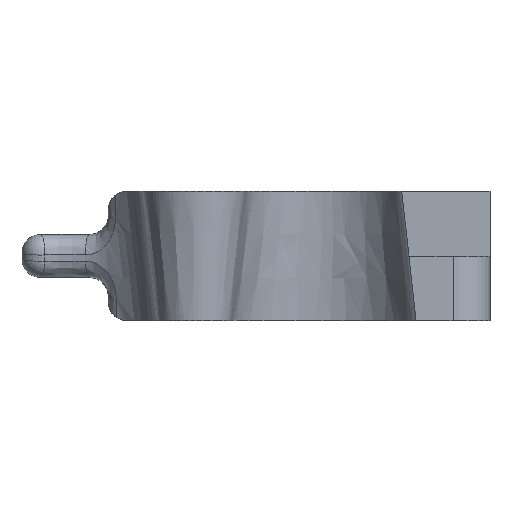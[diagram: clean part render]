
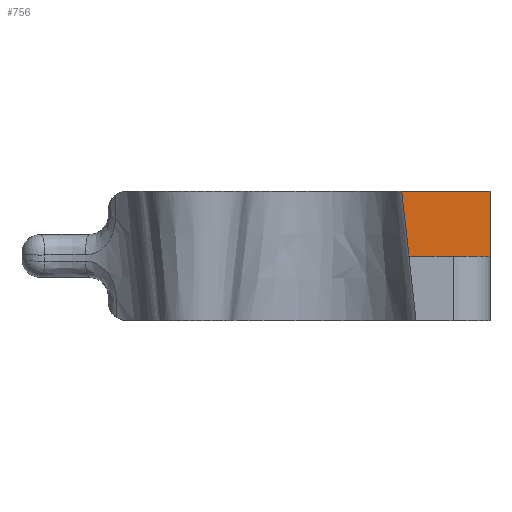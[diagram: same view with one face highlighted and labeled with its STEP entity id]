
A CAD part, front view. The second image highlights one B-rep face of the part: STEP entity #756.
In plain terms, the highlighted planar face has unit normal (0, -1, 0).
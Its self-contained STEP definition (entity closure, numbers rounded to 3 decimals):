
#26=PLANE('',#840);
#64=LINE('',#1613,#119);
#68=LINE('',#1633,#123);
#70=LINE('',#1647,#125);
#119=VECTOR('',#972,10.);
#123=VECTOR('',#996,10.);
#125=VECTOR('',#1002,10.);
#187=B_SPLINE_CURVE_WITH_KNOTS('',3,(#1643,#1644,#1645,#1646),
 .UNSPECIFIED.,.F.,.F.,(4,4),(-1.761,0.),.UNSPECIFIED.);
#231=FACE_OUTER_BOUND('',#279,.T.);
#279=EDGE_LOOP('',(#641,#642,#643,#644));
#365=VERTEX_POINT('',#1484);
#366=VERTEX_POINT('',#1612);
#371=VERTEX_POINT('',#1630);
#372=VERTEX_POINT('',#1632);
#461=EDGE_CURVE('',#365,#366,#64,.T.);
#468=EDGE_CURVE('',#372,#371,#68,.T.);
#472=EDGE_CURVE('',#372,#365,#187,.T.);
#473=EDGE_CURVE('',#366,#371,#70,.T.);
#641=ORIENTED_EDGE('',*,*,#472,.F.);
#642=ORIENTED_EDGE('',*,*,#468,.T.);
#643=ORIENTED_EDGE('',*,*,#473,.F.);
#644=ORIENTED_EDGE('',*,*,#461,.F.);
#756=ADVANCED_FACE('',(#231),#26,.F.);
#840=AXIS2_PLACEMENT_3D('',#1642,#1000,#1001);
#972=DIRECTION('',(1.,0.,0.));
#996=DIRECTION('',(1.,0.,0.));
#1000=DIRECTION('center_axis',(0.,1.,0.));
#1001=DIRECTION('ref_axis',(0.,0.,-1.));
#1002=DIRECTION('',(0.,0.,-1.));
#1484=CARTESIAN_POINT('',(206.111,101.111,35.));
#1612=CARTESIAN_POINT('',(230.,101.111,35.));
#1613=CARTESIAN_POINT('',(57.5,101.111,35.));
#1630=CARTESIAN_POINT('',(230.,101.111,17.5));
#1632=CARTESIAN_POINT('',(208.056,101.111,17.5));
#1633=CARTESIAN_POINT('',(0.,101.111,17.5));
#1642=CARTESIAN_POINT('Origin',(0.,101.111,35.));
#1643=CARTESIAN_POINT('Ctrl Pts',(208.056,101.111,17.5));
#1644=CARTESIAN_POINT('Ctrl Pts',(207.407,101.111,23.333));
#1645=CARTESIAN_POINT('Ctrl Pts',(206.759,101.111,29.167));
#1646=CARTESIAN_POINT('Ctrl Pts',(206.111,101.111,35.));
#1647=CARTESIAN_POINT('',(230.,101.111,17.5));
